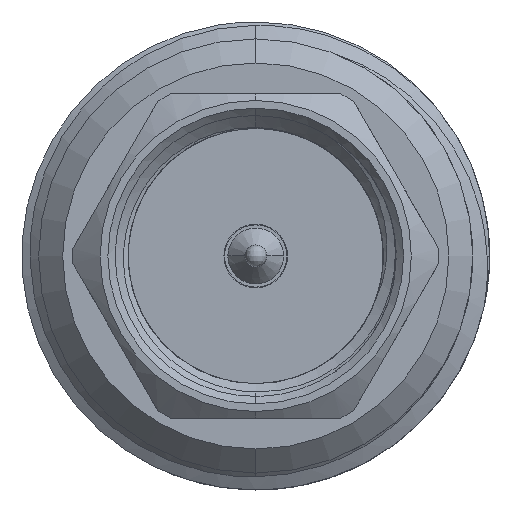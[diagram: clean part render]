
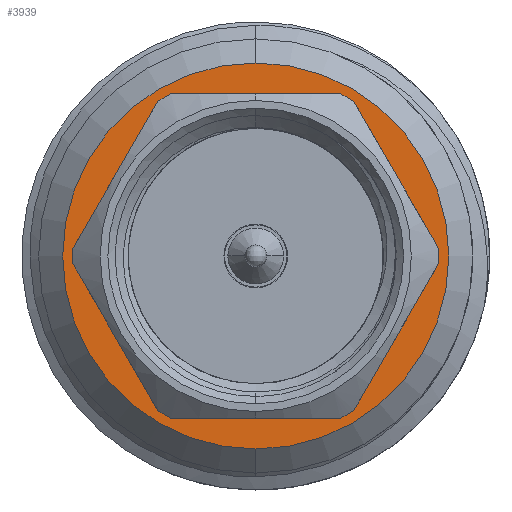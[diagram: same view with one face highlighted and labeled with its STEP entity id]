
A CAD part, left-side view. The second image highlights one B-rep face of the part: STEP entity #3939.
In plain terms, the highlighted planar face has unit normal (-1, 0, 0).
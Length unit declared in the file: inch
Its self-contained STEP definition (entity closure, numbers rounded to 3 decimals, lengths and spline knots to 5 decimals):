
#234 = CARTESIAN_POINT ( 'NONE',  ( 0.4444, 0., 0.25783 ) ) ;
#307 = AXIS2_PLACEMENT_3D ( 'NONE', #5994, #8709, #2623 ) ;
#418 = FACE_OUTER_BOUND ( 'NONE', #1611, .T. ) ;
#884 = ORIENTED_EDGE ( 'NONE', *, *, #7498, .T. ) ;
#984 = DIRECTION ( 'NONE',  ( 0., 0., 1. ) ) ;
#992 = FACE_BOUND ( 'NONE', #7565, .T. ) ;
#1611 = EDGE_LOOP ( 'NONE', ( #5327, #884 ) ) ;
#1743 = CARTESIAN_POINT ( 'NONE',  ( 0.4444, 0., 0. ) ) ;
#2623 = DIRECTION ( 'NONE',  ( 0., 0., 1. ) ) ;
#2715 = AXIS2_PLACEMENT_3D ( 'NONE', #6503, #7039, #6412 ) ;
#2795 = CARTESIAN_POINT ( 'NONE',  ( 0.4444, 0., -0.2078 ) ) ;
#2944 = DIRECTION ( 'NONE',  ( 0., 0., 1. ) ) ;
#3034 = DIRECTION ( 'NONE',  ( -1., 0., 0. ) ) ;
#3122 = CIRCLE ( 'NONE', #6815, 0.25783 ) ;
#3579 = EDGE_CURVE ( 'NONE', #5158, #5169, #4137, .T. ) ;
#3939 = ADVANCED_FACE ( 'NONE', ( #992, #418 ), #6364, .F. ) ;
#3965 = AXIS2_PLACEMENT_3D ( 'NONE', #4314, #5729, #984 ) ;
#4137 = CIRCLE ( 'NONE', #307, 0.2078 ) ;
#4314 = CARTESIAN_POINT ( 'NONE',  ( 0.4444, 0., 0. ) ) ;
#4665 = ORIENTED_EDGE ( 'NONE', *, *, #3579, .F. ) ;
#5158 = VERTEX_POINT ( 'NONE', #8169 ) ;
#5169 = VERTEX_POINT ( 'NONE', #2795 ) ;
#5264 = DIRECTION ( 'NONE',  ( -1., 0., 0. ) ) ;
#5327 = ORIENTED_EDGE ( 'NONE', *, *, #5803, .T. ) ;
#5653 = EDGE_CURVE ( 'NONE', #5169, #5158, #6091, .T. ) ;
#5729 = DIRECTION ( 'NONE',  ( -1., 0., 0. ) ) ;
#5787 = VERTEX_POINT ( 'NONE', #234 ) ;
#5803 = EDGE_CURVE ( 'NONE', #8056, #5787, #3122, .T. ) ;
#5924 = DIRECTION ( 'NONE',  ( 0., 0., 1. ) ) ;
#5969 = CARTESIAN_POINT ( 'NONE',  ( 0.4444, 0., 0. ) ) ;
#5994 = CARTESIAN_POINT ( 'NONE',  ( 0.4444, 0., 0. ) ) ;
#6091 = CIRCLE ( 'NONE', #3965, 0.2078 ) ;
#6364 = PLANE ( 'NONE',  #2715 ) ;
#6412 = DIRECTION ( 'NONE',  ( 0., 1., 0. ) ) ;
#6503 = CARTESIAN_POINT ( 'NONE',  ( 0.4444, 0., 0. ) ) ;
#6815 = AXIS2_PLACEMENT_3D ( 'NONE', #1743, #3034, #2944 ) ;
#7031 = CIRCLE ( 'NONE', #8227, 0.25783 ) ;
#7039 = DIRECTION ( 'NONE',  ( 1., 0., 0. ) ) ;
#7175 = ORIENTED_EDGE ( 'NONE', *, *, #5653, .F. ) ;
#7498 = EDGE_CURVE ( 'NONE', #5787, #8056, #7031, .T. ) ;
#7565 = EDGE_LOOP ( 'NONE', ( #7175, #4665 ) ) ;
#8056 = VERTEX_POINT ( 'NONE', #8073 ) ;
#8073 = CARTESIAN_POINT ( 'NONE',  ( 0.4444, 0., -0.25783 ) ) ;
#8169 = CARTESIAN_POINT ( 'NONE',  ( 0.4444, 0., 0.2078 ) ) ;
#8227 = AXIS2_PLACEMENT_3D ( 'NONE', #5969, #5264, #5924 ) ;
#8709 = DIRECTION ( 'NONE',  ( -1., 0., 0. ) ) ;
